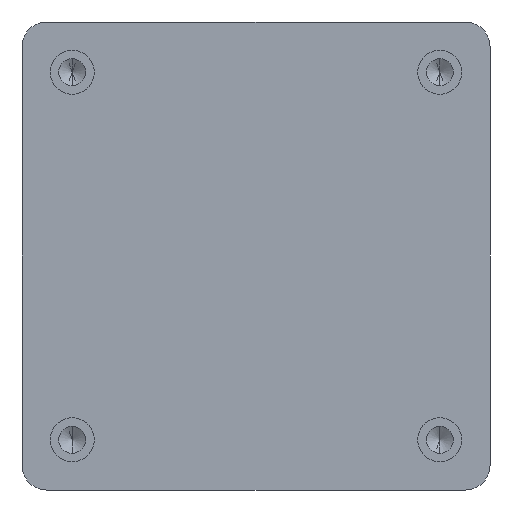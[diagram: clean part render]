
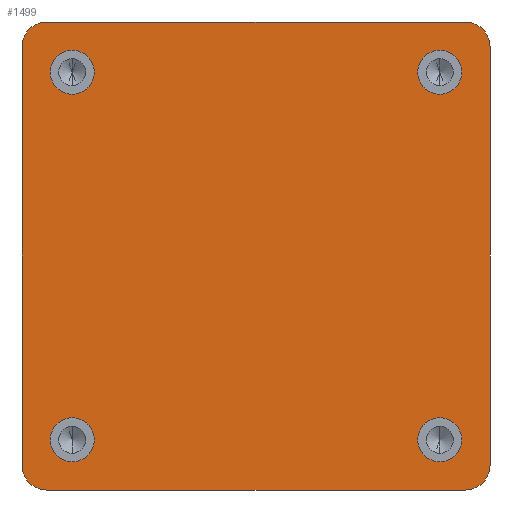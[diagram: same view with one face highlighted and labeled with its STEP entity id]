
A CAD part, front view. The second image highlights one B-rep face of the part: STEP entity #1499.
In plain terms, the highlighted planar face has unit normal (0, -1, 0).
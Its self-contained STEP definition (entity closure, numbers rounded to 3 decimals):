
#101 = DIRECTION ( 'NONE',  ( 0., 0., -1. ) ) ;
#136 = CIRCLE ( 'NONE', #10212, 2. ) ;
#145 = EDGE_CURVE ( 'NONE', #3705, #9226, #4648, .T. ) ;
#222 = CARTESIAN_POINT ( 'NONE',  ( -15., 0., 15. ) ) ;
#242 = EDGE_CURVE ( 'NONE', #12841, #327, #7954, .T. ) ;
#327 = VERTEX_POINT ( 'NONE', #7569 ) ;
#444 = AXIS2_PLACEMENT_3D ( 'NONE', #608, #468, #5144 ) ;
#468 = DIRECTION ( 'NONE',  ( 0., -1., 0. ) ) ;
#578 = CIRCLE ( 'NONE', #9486, 2. ) ;
#608 = CARTESIAN_POINT ( 'NONE',  ( -17.1, 0., 17.1 ) ) ;
#643 = CARTESIAN_POINT ( 'NONE',  ( -19.1, 0., -19.1 ) ) ;
#709 = DIRECTION ( 'NONE',  ( 0., 0., -1. ) ) ;
#720 = ORIENTED_EDGE ( 'NONE', *, *, #9090, .F. ) ;
#723 = EDGE_CURVE ( 'NONE', #8858, #10452, #5821, .T. ) ;
#757 = ORIENTED_EDGE ( 'NONE', *, *, #13953, .F. ) ;
#855 = VECTOR ( 'NONE', #1754, 1000. ) ;
#859 = ORIENTED_EDGE ( 'NONE', *, *, #6205, .F. ) ;
#965 = CARTESIAN_POINT ( 'NONE',  ( -17.1, 0., 19.1 ) ) ;
#1044 = EDGE_LOOP ( 'NONE', ( #757, #8449 ) ) ;
#1137 = ORIENTED_EDGE ( 'NONE', *, *, #13286, .T. ) ;
#1220 = CIRCLE ( 'NONE', #10584, 1.8 ) ;
#1434 = AXIS2_PLACEMENT_3D ( 'NONE', #6336, #2812, #1716 ) ;
#1499 = ADVANCED_FACE ( 'NONE', ( #12986, #7551, #12848, #14021, #10566 ), #12914, .F. ) ;
#1607 = LINE ( 'NONE', #14143, #5299 ) ;
#1716 = DIRECTION ( 'NONE',  ( 0., 0., -1. ) ) ;
#1754 = DIRECTION ( 'NONE',  ( 1., 0., 0. ) ) ;
#1811 = DIRECTION ( 'NONE',  ( 0., -1., 0. ) ) ;
#2098 = EDGE_CURVE ( 'NONE', #12765, #12448, #1220, .T. ) ;
#2383 = CARTESIAN_POINT ( 'NONE',  ( 15., 0., -13.2 ) ) ;
#2389 = EDGE_CURVE ( 'NONE', #11265, #3106, #10139, .T. ) ;
#2595 = DIRECTION ( 'NONE',  ( 0., -1., 0. ) ) ;
#2677 = AXIS2_PLACEMENT_3D ( 'NONE', #222, #6968, #8071 ) ;
#2705 = CIRCLE ( 'NONE', #9742, 2. ) ;
#2724 = CARTESIAN_POINT ( 'NONE',  ( -17.1, 0., -17.1 ) ) ;
#2725 = ORIENTED_EDGE ( 'NONE', *, *, #14299, .F. ) ;
#2812 = DIRECTION ( 'NONE',  ( 0., -1., 0. ) ) ;
#3106 = VERTEX_POINT ( 'NONE', #7268 ) ;
#3123 = VERTEX_POINT ( 'NONE', #13808 ) ;
#3167 = ORIENTED_EDGE ( 'NONE', *, *, #11484, .F. ) ;
#3254 = CARTESIAN_POINT ( 'NONE',  ( -15., 0., -15. ) ) ;
#3342 = CARTESIAN_POINT ( 'NONE',  ( -15., 0., -13.2 ) ) ;
#3399 = DIRECTION ( 'NONE',  ( 0., 0., -1. ) ) ;
#3403 = ORIENTED_EDGE ( 'NONE', *, *, #13725, .T. ) ;
#3435 = VECTOR ( 'NONE', #10757, 1000. ) ;
#3570 = CARTESIAN_POINT ( 'NONE',  ( 15., 0., 15. ) ) ;
#3705 = VERTEX_POINT ( 'NONE', #11559 ) ;
#3798 = EDGE_CURVE ( 'NONE', #12448, #12765, #8696, .T. ) ;
#3813 = DIRECTION ( 'NONE',  ( 0., 0., 1. ) ) ;
#3868 = CARTESIAN_POINT ( 'NONE',  ( 17.1, 0., -17.1 ) ) ;
#4367 = CARTESIAN_POINT ( 'NONE',  ( 15., 0., 16.8 ) ) ;
#4648 = CIRCLE ( 'NONE', #5108, 1.8 ) ;
#4691 = VERTEX_POINT ( 'NONE', #7214 ) ;
#4720 = ORIENTED_EDGE ( 'NONE', *, *, #10665, .F. ) ;
#4795 = CARTESIAN_POINT ( 'NONE',  ( -15., 0., 15. ) ) ;
#5108 = AXIS2_PLACEMENT_3D ( 'NONE', #3254, #12144, #3399 ) ;
#5144 = DIRECTION ( 'NONE',  ( 0., 0., 1. ) ) ;
#5236 = CARTESIAN_POINT ( 'NONE',  ( 15., 0., 13.2 ) ) ;
#5299 = VECTOR ( 'NONE', #10911, 1000. ) ;
#5466 = DIRECTION ( 'NONE',  ( 0., 0., -1. ) ) ;
#5821 = CIRCLE ( 'NONE', #9576, 1.8 ) ;
#5908 = VERTEX_POINT ( 'NONE', #6017 ) ;
#5912 = DIRECTION ( 'NONE',  ( 0., 0., -1. ) ) ;
#5968 = DIRECTION ( 'NONE',  ( 0., 0., -1. ) ) ;
#6017 = CARTESIAN_POINT ( 'NONE',  ( -19.1, 0., -17.1 ) ) ;
#6205 = EDGE_CURVE ( 'NONE', #9226, #3705, #7377, .T. ) ;
#6336 = CARTESIAN_POINT ( 'NONE',  ( 15., 0., -15. ) ) ;
#6550 = EDGE_LOOP ( 'NONE', ( #720, #2725 ) ) ;
#6622 = DIRECTION ( 'NONE',  ( 0., -1., 0. ) ) ;
#6698 = DIRECTION ( 'NONE',  ( 0., 0., 1. ) ) ;
#6968 = DIRECTION ( 'NONE',  ( 0., -1., 0. ) ) ;
#7214 = CARTESIAN_POINT ( 'NONE',  ( -17.1, 0., -19.1 ) ) ;
#7268 = CARTESIAN_POINT ( 'NONE',  ( 19.1, 0., -17.1 ) ) ;
#7275 = DIRECTION ( 'NONE',  ( 0., -1., 0. ) ) ;
#7377 = CIRCLE ( 'NONE', #9017, 1.8 ) ;
#7402 = CARTESIAN_POINT ( 'NONE',  ( -19.1, 0., 19.1 ) ) ;
#7412 = CARTESIAN_POINT ( 'NONE',  ( 0., 0., 0. ) ) ;
#7551 = FACE_BOUND ( 'NONE', #7656, .T. ) ;
#7569 = CARTESIAN_POINT ( 'NONE',  ( -19.1, 0., 17.1 ) ) ;
#7656 = EDGE_LOOP ( 'NONE', ( #11707, #8866 ) ) ;
#7954 = CIRCLE ( 'NONE', #444, 2. ) ;
#8071 = DIRECTION ( 'NONE',  ( 0., 0., -1. ) ) ;
#8124 = ORIENTED_EDGE ( 'NONE', *, *, #12773, .T. ) ;
#8449 = ORIENTED_EDGE ( 'NONE', *, *, #723, .F. ) ;
#8547 = VERTEX_POINT ( 'NONE', #5236 ) ;
#8590 = DIRECTION ( 'NONE',  ( 0., 0., 1. ) ) ;
#8696 = CIRCLE ( 'NONE', #1434, 1.8 ) ;
#8858 = VERTEX_POINT ( 'NONE', #11084 ) ;
#8866 = ORIENTED_EDGE ( 'NONE', *, *, #3798, .F. ) ;
#8905 = CARTESIAN_POINT ( 'NONE',  ( 17.1, 0., 17.1 ) ) ;
#8912 = CARTESIAN_POINT ( 'NONE',  ( 15., 0., -15. ) ) ;
#9017 = AXIS2_PLACEMENT_3D ( 'NONE', #11935, #1811, #709 ) ;
#9018 = CIRCLE ( 'NONE', #2677, 1.8 ) ;
#9029 = CARTESIAN_POINT ( 'NONE',  ( 19.1, 0., 17.1 ) ) ;
#9034 = CARTESIAN_POINT ( 'NONE',  ( 19.1, 0., -19.1 ) ) ;
#9090 = EDGE_CURVE ( 'NONE', #8547, #12356, #10681, .T. ) ;
#9183 = DIRECTION ( 'NONE',  ( 0., 0., 1. ) ) ;
#9226 = VERTEX_POINT ( 'NONE', #3342 ) ;
#9260 = CARTESIAN_POINT ( 'NONE',  ( -15., 0., 13.2 ) ) ;
#9351 = AXIS2_PLACEMENT_3D ( 'NONE', #7412, #11888, #8590 ) ;
#9486 = AXIS2_PLACEMENT_3D ( 'NONE', #8905, #6622, #6698 ) ;
#9576 = AXIS2_PLACEMENT_3D ( 'NONE', #4795, #2595, #5968 ) ;
#9742 = AXIS2_PLACEMENT_3D ( 'NONE', #2724, #7275, #3813 ) ;
#9958 = CIRCLE ( 'NONE', #12760, 1.8 ) ;
#9987 = EDGE_CURVE ( 'NONE', #12841, #3123, #14228, .T. ) ;
#10137 = VECTOR ( 'NONE', #11301, 1000. ) ;
#10139 = LINE ( 'NONE', #9034, #10137 ) ;
#10212 = AXIS2_PLACEMENT_3D ( 'NONE', #3868, #12836, #9183 ) ;
#10290 = DIRECTION ( 'NONE',  ( 0., -1., 0. ) ) ;
#10452 = VERTEX_POINT ( 'NONE', #9260 ) ;
#10566 = FACE_OUTER_BOUND ( 'NONE', #12563, .T. ) ;
#10584 = AXIS2_PLACEMENT_3D ( 'NONE', #8912, #12357, #101 ) ;
#10665 = EDGE_CURVE ( 'NONE', #5908, #327, #11939, .T. ) ;
#10681 = CIRCLE ( 'NONE', #12559, 1.8 ) ;
#10757 = DIRECTION ( 'NONE',  ( 0., 0., 1. ) ) ;
#10911 = DIRECTION ( 'NONE',  ( -1., 0., 0. ) ) ;
#11084 = CARTESIAN_POINT ( 'NONE',  ( -15., 0., 16.8 ) ) ;
#11265 = VERTEX_POINT ( 'NONE', #9029 ) ;
#11301 = DIRECTION ( 'NONE',  ( 0., 0., -1. ) ) ;
#11484 = EDGE_CURVE ( 'NONE', #12218, #4691, #1607, .T. ) ;
#11559 = CARTESIAN_POINT ( 'NONE',  ( -15., 0., -16.8 ) ) ;
#11635 = ORIENTED_EDGE ( 'NONE', *, *, #145, .F. ) ;
#11663 = CARTESIAN_POINT ( 'NONE',  ( 15., 0., 15. ) ) ;
#11707 = ORIENTED_EDGE ( 'NONE', *, *, #2098, .F. ) ;
#11888 = DIRECTION ( 'NONE',  ( 0., 1., 0. ) ) ;
#11935 = CARTESIAN_POINT ( 'NONE',  ( -15., 0., -15. ) ) ;
#11939 = LINE ( 'NONE', #643, #3435 ) ;
#12144 = DIRECTION ( 'NONE',  ( 0., -1., 0. ) ) ;
#12218 = VERTEX_POINT ( 'NONE', #12958 ) ;
#12356 = VERTEX_POINT ( 'NONE', #4367 ) ;
#12357 = DIRECTION ( 'NONE',  ( 0., -1., 0. ) ) ;
#12448 = VERTEX_POINT ( 'NONE', #2383 ) ;
#12559 = AXIS2_PLACEMENT_3D ( 'NONE', #11663, #10290, #5466 ) ;
#12563 = EDGE_LOOP ( 'NONE', ( #14006, #3403, #13386, #13956, #4720, #8124, #3167, #1137 ) ) ;
#12665 = DIRECTION ( 'NONE',  ( 0., -1., 0. ) ) ;
#12760 = AXIS2_PLACEMENT_3D ( 'NONE', #3570, #12665, #5912 ) ;
#12765 = VERTEX_POINT ( 'NONE', #13884 ) ;
#12773 = EDGE_CURVE ( 'NONE', #5908, #4691, #2705, .T. ) ;
#12836 = DIRECTION ( 'NONE',  ( 0., -1., 0. ) ) ;
#12841 = VERTEX_POINT ( 'NONE', #965 ) ;
#12848 = FACE_BOUND ( 'NONE', #6550, .T. ) ;
#12914 = PLANE ( 'NONE',  #9351 ) ;
#12958 = CARTESIAN_POINT ( 'NONE',  ( 17.1, 0., -19.1 ) ) ;
#12986 = FACE_BOUND ( 'NONE', #1044, .T. ) ;
#13286 = EDGE_CURVE ( 'NONE', #12218, #3106, #136, .T. ) ;
#13386 = ORIENTED_EDGE ( 'NONE', *, *, #9987, .F. ) ;
#13725 = EDGE_CURVE ( 'NONE', #11265, #3123, #578, .T. ) ;
#13808 = CARTESIAN_POINT ( 'NONE',  ( 17.1, 0., 19.1 ) ) ;
#13884 = CARTESIAN_POINT ( 'NONE',  ( 15., 0., -16.8 ) ) ;
#13953 = EDGE_CURVE ( 'NONE', #10452, #8858, #9018, .T. ) ;
#13956 = ORIENTED_EDGE ( 'NONE', *, *, #242, .T. ) ;
#14006 = ORIENTED_EDGE ( 'NONE', *, *, #2389, .F. ) ;
#14021 = FACE_BOUND ( 'NONE', #14095, .T. ) ;
#14095 = EDGE_LOOP ( 'NONE', ( #11635, #859 ) ) ;
#14143 = CARTESIAN_POINT ( 'NONE',  ( -19.1, 0., -19.1 ) ) ;
#14228 = LINE ( 'NONE', #7402, #855 ) ;
#14299 = EDGE_CURVE ( 'NONE', #12356, #8547, #9958, .T. ) ;
